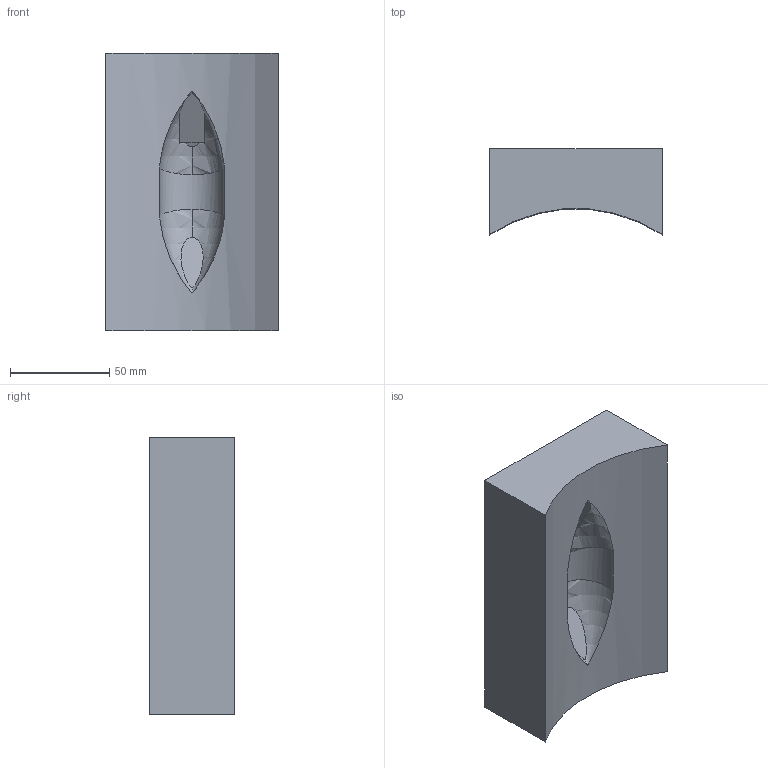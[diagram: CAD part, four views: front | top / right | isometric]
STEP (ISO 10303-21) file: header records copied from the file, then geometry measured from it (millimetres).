
FILE_DESCRIPTION (( 'STEP AP214' ), '1' );
FILE_NAME ('coquille.STEP', '2024-10-23T22:47:03', ( '' ), ( '' ), 'SwSTEP 2.0', 'SolidWorks 2024', '' );
FILE_SCHEMA (( 'AUTOMOTIVE_DESIGN' ));
Length unit declared in the file: millimetre
Products named in the file (1): coquille
Bounding box: 86.99 x 43.18 x 140 mm (x, y, z)
Volume: 389696.1 mm3; surface area: 44905.1 mm2
Topology: 1 solids, 1 shells, 31 faces, 75 edges, 47 vertices
Faces by surface type: plane 23, cylinder 4, torus 4
Entity records: 1255 total; most frequent: CARTESIAN_POINT 567, ORIENTED_EDGE 150, DIRECTION 113, EDGE_CURVE 75, VERTEX_POINT 47, AXIS2_PLACEMENT_3D 38, LINE 37, VECTOR 37
